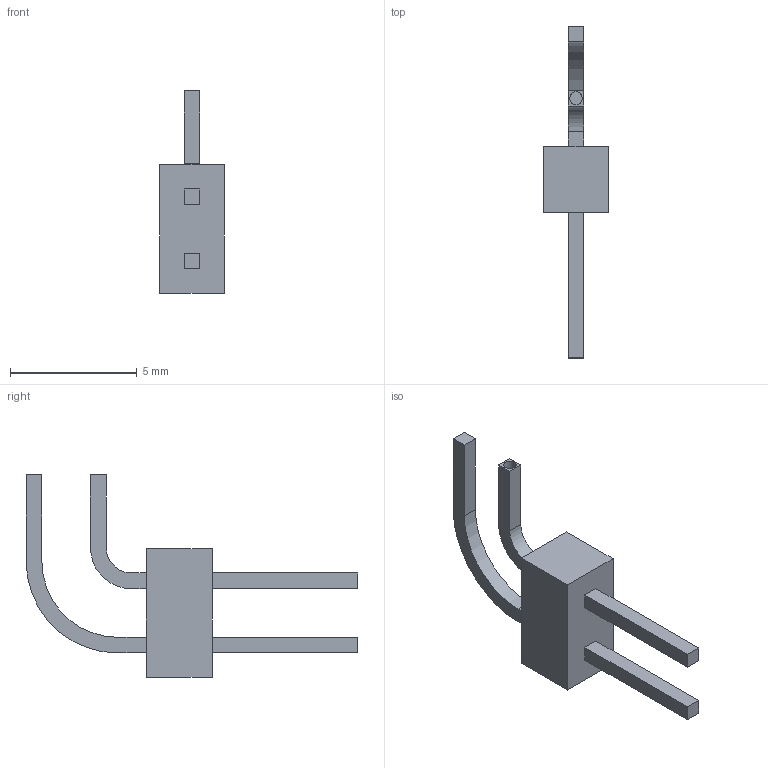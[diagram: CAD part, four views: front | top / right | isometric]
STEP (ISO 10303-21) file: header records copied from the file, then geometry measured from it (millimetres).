
FILE_DESCRIPTION(('STEP AP214'), '1');
FILE_NAME('âèëêà ÑÍÏ346-2ÂÏ31-2-Â', '2019-04-03T11:50:55', ('user'), (''), 'ASCON STEP Converter 1.3', 'ASCON Math Kernel', '');
FILE_SCHEMA(('AUTOMOTIVE_DESIGN { 1 0 10303 214 3 1 1}'));
Length unit declared in the file: millimetre
Bounding box: 2.54 x 13.1 x 8 mm (x, y, z)
Volume: 43.6 mm3; surface area: 133.4 mm2
Topology: 1 solids, 1 shells, 36 faces, 87 edges, 58 vertices
Faces by surface type: plane 31, cylinder 5
Full cylindrical faces by diameter (mm): 0.5 x1
Entity records: 1368 total; most frequent: CARTESIAN_POINT 181, ORIENTED_EDGE 172, DIRECTION 170, EDGE_CURVE 86, LINE 76, VECTOR 76, VERTEX_POINT 58, AXIS2_PLACEMENT_3D 47
